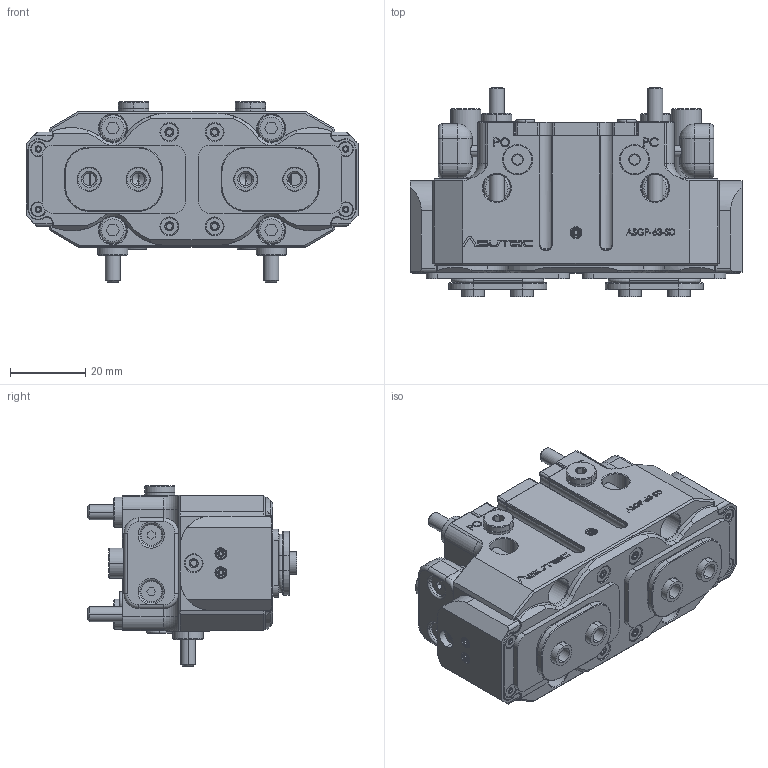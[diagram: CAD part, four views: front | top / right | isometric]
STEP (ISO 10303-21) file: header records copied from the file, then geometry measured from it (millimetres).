
FILE_DESCRIPTION (( 'STEP AP203' ), '1' );
FILE_NAME ('ASUTEC_ASGP-63-SD.STEP', '2019-11-01T07:02:41', ( '' ), ( '' ), 'SwSTEP 2.0', 'SolidWorks 2015', '' );
FILE_SCHEMA (( 'CONFIG_CONTROL_DESIGN' ));
Length unit declared in the file: millimetre
Products named in the file (13): 14010075 Blindsstopfen Innensechskant; Greiferbacke ASGP-63; Staudicht-Abdeckung ASGP-63 ; Schalterhalter ab ASGP-63; Staudicht-Backe ASGP-63_Step-Modell <Standard>; Positionsabfrage_links_ASGP-63; ASUTEC_ASGP-63-SD; Positionsabfrage_rechts_ASGP-63; Zentrierhuelse-konfigurierbar_D8d5.2L5<Standard>; 10000082 M4x35; 12000092 O-Ring 5x1_Flanschdichtung <Standard>; 12000094 O-Ring 3x1_Flansch <Standard>; Grundgehäuse-ASGP-63
Assembly tree (26 placements, depth 2):
  ASUTEC_ASGP-63-SD
    Grundgehäuse-ASGP-63
    Greiferbacke ASGP-63  x2
    Schalterhalter ab ASGP-63  x2
    Positionsabfrage_links_ASGP-63
    Positionsabfrage_rechts_ASGP-63
    Zentrierhuelse-konfigurierbar_D8d5.2L5<Standard>  x4
    10000082 M4x35  x6
    12000092 O-Ring 5x1_Flanschdichtung <Standard>  x2
    12000094 O-Ring 3x1_Flansch <Standard>  x2
    14010075 Blindsstopfen Innensechskant  x2
    Staudicht-Abdeckung ASGP-63 
    Staudicht-Backe ASGP-63_Step-Modell <Standard>  x2
Bounding box: 88 x 55.6 x 47.75 mm (x, y, z)
Volume: 100439.4 mm3; surface area: 50231.4 mm2
Topology: 28 solids, 32 shells, 3177 faces, 7713 edges, 4750 vertices
Faces by surface type: cylinder 1077, plane 1010, cone 740, bspline 180, torus 166, sphere 4
Entity records: 96144 total; most frequent: CARTESIAN_POINT 33620, ORIENTED_EDGE 13100, DIRECTION 11898, EDGE_CURVE 6550, AXIS2_PLACEMENT_3D 4397, VERTEX_POINT 4075, VECTOR 3104, LINE 3104
